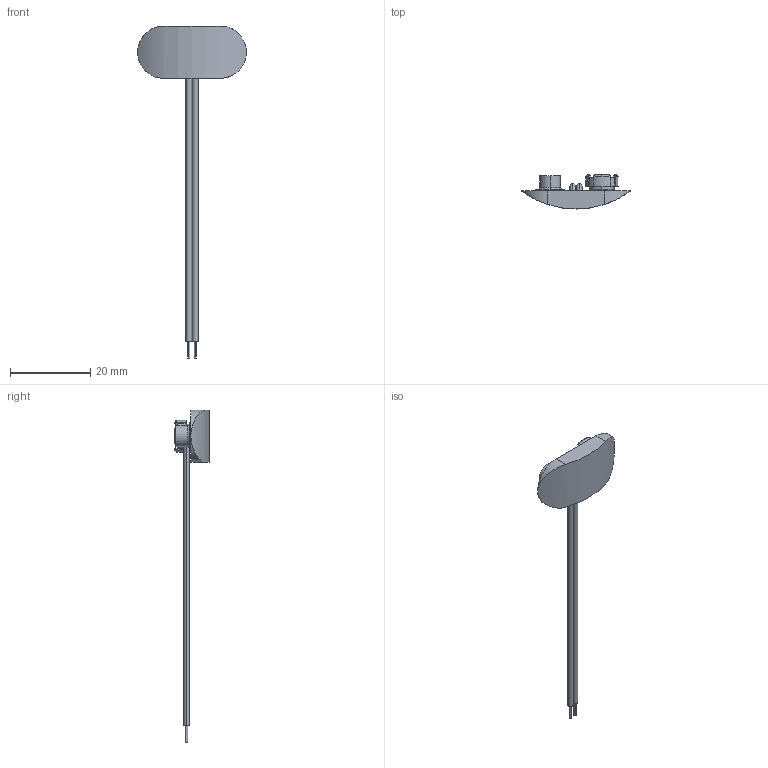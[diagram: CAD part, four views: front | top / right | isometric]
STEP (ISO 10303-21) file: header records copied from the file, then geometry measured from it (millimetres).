
FILE_DESCRIPTION (( 'STEP AP214' ), '1' );
FILE_NAME ('BS3T-HD.STEP', '2020-02-07T12:58:14', ( '' ), ( '' ), 'SwSTEP 2.0', 'SolidWorks 2017', '' );
FILE_SCHEMA (( 'AUTOMOTIVE_DESIGN' ));
Length unit declared in the file: millimetre
Products named in the file (1): BS3T-HD
Bounding box: 27 x 8.46 x 82.5 mm (x, y, z)
Volume: 1374.4 mm3; surface area: 2438.3 mm2
Topology: 7 solids, 7 shells, 128 faces, 308 edges, 198 vertices
Faces by surface type: plane 55, cylinder 52, torus 13, bspline 8
Entity records: 6259 total; most frequent: CARTESIAN_POINT 3135, DIRECTION 657, ORIENTED_EDGE 616, EDGE_CURVE 308, AXIS2_PLACEMENT_3D 264, VERTEX_POINT 198, EDGE_LOOP 148, CIRCLE 143
